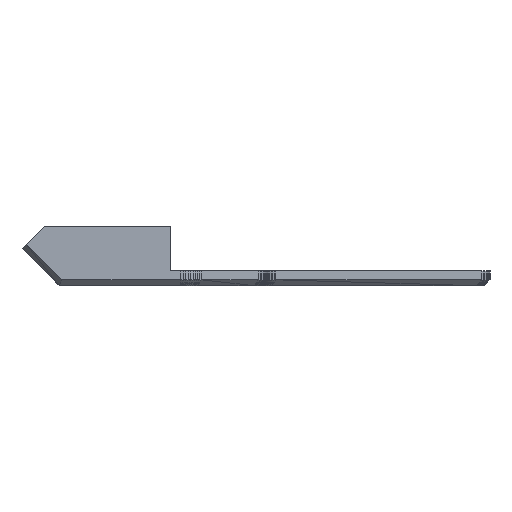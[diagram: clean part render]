
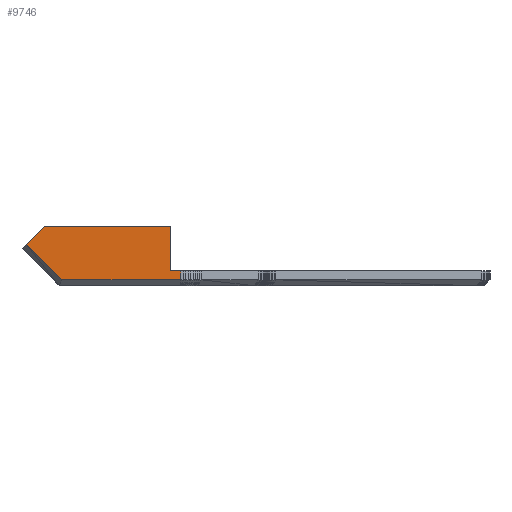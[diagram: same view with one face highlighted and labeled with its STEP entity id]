
A CAD part, front view. The second image highlights one B-rep face of the part: STEP entity #9746.
In plain terms, the highlighted planar face has unit normal (0, 1, 0).
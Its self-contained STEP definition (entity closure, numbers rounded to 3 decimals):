
#3897 = EDGE_CURVE('',#3898,#3900,#3902,.T.);
#3898 = VERTEX_POINT('',#3899);
#3899 = CARTESIAN_POINT('',(111.916,93.5,0.4));
#3900 = VERTEX_POINT('',#3901);
#3901 = CARTESIAN_POINT('',(109.533,93.5,2.783));
#3902 = LINE('',#3903,#3904);
#3903 = CARTESIAN_POINT('',(111.916,93.5,0.4));
#3904 = VECTOR('',#3905,1.);
#3905 = DIRECTION('',(-0.707,0.,0.707));
#3996 = EDGE_CURVE('',#3997,#3900,#3999,.T.);
#3997 = VERTEX_POINT('',#3998);
#3998 = CARTESIAN_POINT('',(110.75,93.5,4.));
#3999 = LINE('',#4000,#4001);
#4000 = CARTESIAN_POINT('',(110.75,93.5,4.));
#4001 = VECTOR('',#4002,1.);
#4002 = DIRECTION('',(-0.707,0.,-0.707));
#4077 = VERTEX_POINT('',#4078);
#4078 = CARTESIAN_POINT('',(119.922,93.5,0.4));
#9496 = VERTEX_POINT('',#9497);
#9497 = CARTESIAN_POINT('',(119.922,93.5,1.));
#9503 = EDGE_CURVE('',#9504,#9496,#9506,.T.);
#9504 = VERTEX_POINT('',#9505);
#9505 = CARTESIAN_POINT('',(119.25,93.5,1.));
#9506 = LINE('',#9507,#9508);
#9507 = CARTESIAN_POINT('',(119.25,93.5,1.));
#9508 = VECTOR('',#9509,1.);
#9509 = DIRECTION('',(1.,0.,0.));
#9735 = EDGE_CURVE('',#3898,#4077,#9736,.T.);
#9736 = LINE('',#9737,#9738);
#9737 = CARTESIAN_POINT('',(111.916,93.5,0.4));
#9738 = VECTOR('',#9739,1.);
#9739 = DIRECTION('',(1.,0.,0.));
#9746 = ADVANCED_FACE('',(#9747),#9773,.T.);
#9747 = FACE_BOUND('',#9748,.T.);
#9748 = EDGE_LOOP('',(#9749,#9750,#9751,#9752,#9760,#9766,#9767));
#9749 = ORIENTED_EDGE('',*,*,#9735,.F.);
#9750 = ORIENTED_EDGE('',*,*,#3897,.T.);
#9751 = ORIENTED_EDGE('',*,*,#3996,.F.);
#9752 = ORIENTED_EDGE('',*,*,#9753,.F.);
#9753 = EDGE_CURVE('',#9754,#3997,#9756,.T.);
#9754 = VERTEX_POINT('',#9755);
#9755 = CARTESIAN_POINT('',(119.25,93.5,4.));
#9756 = LINE('',#9757,#9758);
#9757 = CARTESIAN_POINT('',(119.25,93.5,4.));
#9758 = VECTOR('',#9759,1.);
#9759 = DIRECTION('',(-1.,0.,0.));
#9760 = ORIENTED_EDGE('',*,*,#9761,.T.);
#9761 = EDGE_CURVE('',#9754,#9504,#9762,.T.);
#9762 = LINE('',#9763,#9764);
#9763 = CARTESIAN_POINT('',(119.25,93.5,4.));
#9764 = VECTOR('',#9765,1.);
#9765 = DIRECTION('',(0.,0.,-1.));
#9766 = ORIENTED_EDGE('',*,*,#9503,.T.);
#9767 = ORIENTED_EDGE('',*,*,#9768,.T.);
#9768 = EDGE_CURVE('',#9496,#4077,#9769,.T.);
#9769 = LINE('',#9770,#9771);
#9770 = CARTESIAN_POINT('',(119.922,93.5,1.));
#9771 = VECTOR('',#9772,1.);
#9772 = DIRECTION('',(0.,0.,-1.));
#9773 = PLANE('',#9774);
#9774 = AXIS2_PLACEMENT_3D('',#9775,#9776,#9777);
#9775 = CARTESIAN_POINT('',(115.13,93.5,2.203));
#9776 = DIRECTION('',(0.,1.,0.));
#9777 = DIRECTION('',(1.,0.,0.));
